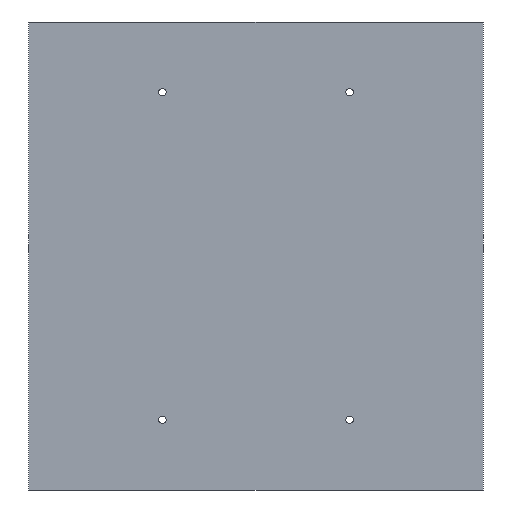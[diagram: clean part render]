
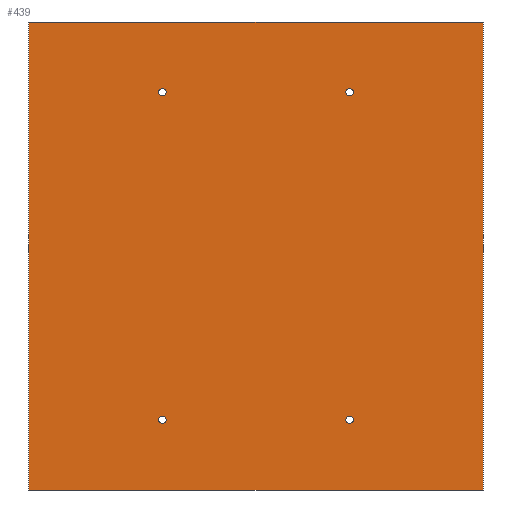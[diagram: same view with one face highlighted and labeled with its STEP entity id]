
A CAD part, front view. The second image highlights one B-rep face of the part: STEP entity #439.
In plain terms, the highlighted planar face has unit normal (0, -1, 0).
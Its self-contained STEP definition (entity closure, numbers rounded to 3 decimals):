
#163=AXIS2_PLACEMENT_3D('Circle Axis2P3D',#161,#162,$) ;
#198=AXIS2_PLACEMENT_3D('Circle Axis2P3D',#196,#197,$) ;
#220=AXIS2_PLACEMENT_3D('Circle Axis2P3D',#218,#219,$) ;
#255=AXIS2_PLACEMENT_3D('Circle Axis2P3D',#253,#254,$) ;
#277=AXIS2_PLACEMENT_3D('Circle Axis2P3D',#275,#276,$) ;
#312=AXIS2_PLACEMENT_3D('Circle Axis2P3D',#310,#311,$) ;
#334=AXIS2_PLACEMENT_3D('Circle Axis2P3D',#332,#333,$) ;
#369=AXIS2_PLACEMENT_3D('Circle Axis2P3D',#367,#368,$) ;
#415=AXIS2_PLACEMENT_3D('Plane Axis2P3D',#412,#413,#414) ;
#43=CARTESIAN_POINT('Vertex',(-135.,-3.,310.)) ;
#57=CARTESIAN_POINT('Vertex',(-135.,-3.,-40.)) ;
#60=CARTESIAN_POINT('Line Origine',(-135.,-3.,135.)) ;
#88=CARTESIAN_POINT('Vertex',(205.,-3.,-40.)) ;
#91=CARTESIAN_POINT('Line Origine',(35.,-3.,-40.)) ;
#119=CARTESIAN_POINT('Vertex',(205.,-3.,310.)) ;
#122=CARTESIAN_POINT('Line Origine',(205.,-3.,135.)) ;
#144=CARTESIAN_POINT('Line Origine',(35.,-3.,310.)) ;
#161=CARTESIAN_POINT('Axis2P3D Location',(-35.,-3.,257.5)) ;
#165=CARTESIAN_POINT('Vertex',(-37.75,-3.,257.5)) ;
#167=CARTESIAN_POINT('Vertex',(-32.25,-3.,257.5)) ;
#196=CARTESIAN_POINT('Axis2P3D Location',(-35.,-3.,257.5)) ;
#218=CARTESIAN_POINT('Axis2P3D Location',(105.,-3.,257.5)) ;
#222=CARTESIAN_POINT('Vertex',(102.25,-3.,257.5)) ;
#224=CARTESIAN_POINT('Vertex',(107.75,-3.,257.5)) ;
#253=CARTESIAN_POINT('Axis2P3D Location',(105.,-3.,257.5)) ;
#275=CARTESIAN_POINT('Axis2P3D Location',(-35.,-3.,12.5)) ;
#279=CARTESIAN_POINT('Vertex',(-37.75,-3.,12.5)) ;
#281=CARTESIAN_POINT('Vertex',(-32.25,-3.,12.5)) ;
#310=CARTESIAN_POINT('Axis2P3D Location',(-35.,-3.,12.5)) ;
#332=CARTESIAN_POINT('Axis2P3D Location',(105.,-3.,12.5)) ;
#336=CARTESIAN_POINT('Vertex',(102.25,-3.,12.5)) ;
#338=CARTESIAN_POINT('Vertex',(107.75,-3.,12.5)) ;
#367=CARTESIAN_POINT('Axis2P3D Location',(105.,-3.,12.5)) ;
#412=CARTESIAN_POINT('Axis2P3D Location',(70.,-3.,135.)) ;
#61=DIRECTION('Vector Direction',(0.,0.,-1.)) ;
#92=DIRECTION('Vector Direction',(-1.,0.,0.)) ;
#123=DIRECTION('Vector Direction',(0.,0.,1.)) ;
#145=DIRECTION('Vector Direction',(1.,0.,0.)) ;
#162=DIRECTION('Axis2P3D Direction',(0.,-1.,0.)) ;
#197=DIRECTION('Axis2P3D Direction',(0.,-1.,0.)) ;
#219=DIRECTION('Axis2P3D Direction',(0.,-1.,0.)) ;
#254=DIRECTION('Axis2P3D Direction',(0.,-1.,0.)) ;
#276=DIRECTION('Axis2P3D Direction',(0.,-1.,0.)) ;
#311=DIRECTION('Axis2P3D Direction',(0.,-1.,0.)) ;
#333=DIRECTION('Axis2P3D Direction',(0.,-1.,0.)) ;
#368=DIRECTION('Axis2P3D Direction',(0.,-1.,0.)) ;
#413=DIRECTION('Axis2P3D Direction',(0.,-1.,0.)) ;
#414=DIRECTION('Axis2P3D XDirection',(1.,0.,0.)) ;
#62=VECTOR('Line Direction',#61,1.) ;
#93=VECTOR('Line Direction',#92,1.) ;
#124=VECTOR('Line Direction',#123,1.) ;
#146=VECTOR('Line Direction',#145,1.) ;
#418=ORIENTED_EDGE('',*,*,#64,.T.) ;
#419=ORIENTED_EDGE('',*,*,#95,.T.) ;
#420=ORIENTED_EDGE('',*,*,#126,.T.) ;
#421=ORIENTED_EDGE('',*,*,#148,.T.) ;
#424=ORIENTED_EDGE('',*,*,#169,.F.) ;
#425=ORIENTED_EDGE('',*,*,#200,.F.) ;
#428=ORIENTED_EDGE('',*,*,#226,.F.) ;
#429=ORIENTED_EDGE('',*,*,#257,.F.) ;
#432=ORIENTED_EDGE('',*,*,#283,.F.) ;
#433=ORIENTED_EDGE('',*,*,#314,.F.) ;
#436=ORIENTED_EDGE('',*,*,#340,.F.) ;
#437=ORIENTED_EDGE('',*,*,#371,.F.) ;
#426=FACE_BOUND('',#423,.T.) ;
#430=FACE_BOUND('',#427,.T.) ;
#434=FACE_BOUND('',#431,.T.) ;
#438=FACE_BOUND('',#435,.T.) ;
#439=ADVANCED_FACE('E1.2_IV_F_WALL_FIXING_F_EF_FcCuAl_ES',(#422,#426,#430,#434,#438),#416,.T.) ;
#164=CIRCLE('generated circle',#163,2.75) ;
#199=CIRCLE('generated circle',#198,2.75) ;
#221=CIRCLE('generated circle',#220,2.75) ;
#256=CIRCLE('generated circle',#255,2.75) ;
#278=CIRCLE('generated circle',#277,2.75) ;
#313=CIRCLE('generated circle',#312,2.75) ;
#335=CIRCLE('generated circle',#334,2.75) ;
#370=CIRCLE('generated circle',#369,2.75) ;
#64=EDGE_CURVE('',#44,#58,#63,.T.) ;
#95=EDGE_CURVE('',#58,#89,#94,.F.) ;
#126=EDGE_CURVE('',#89,#120,#125,.T.) ;
#148=EDGE_CURVE('',#120,#44,#147,.F.) ;
#169=EDGE_CURVE('',#166,#168,#164,.T.) ;
#200=EDGE_CURVE('',#168,#166,#199,.T.) ;
#226=EDGE_CURVE('',#223,#225,#221,.T.) ;
#257=EDGE_CURVE('',#225,#223,#256,.T.) ;
#283=EDGE_CURVE('',#280,#282,#278,.T.) ;
#314=EDGE_CURVE('',#282,#280,#313,.T.) ;
#340=EDGE_CURVE('',#337,#339,#335,.T.) ;
#371=EDGE_CURVE('',#339,#337,#370,.T.) ;
#417=EDGE_LOOP('',(#418,#419,#420,#421)) ;
#423=EDGE_LOOP('',(#424,#425)) ;
#427=EDGE_LOOP('',(#428,#429)) ;
#431=EDGE_LOOP('',(#432,#433)) ;
#435=EDGE_LOOP('',(#436,#437)) ;
#422=FACE_OUTER_BOUND('',#417,.T.) ;
#63=LINE('Line',#60,#62) ;
#94=LINE('Line',#91,#93) ;
#125=LINE('Line',#122,#124) ;
#147=LINE('Line',#144,#146) ;
#416=PLANE('',#415) ;
#44=VERTEX_POINT('',#43) ;
#58=VERTEX_POINT('',#57) ;
#89=VERTEX_POINT('',#88) ;
#120=VERTEX_POINT('',#119) ;
#166=VERTEX_POINT('',#165) ;
#168=VERTEX_POINT('',#167) ;
#223=VERTEX_POINT('',#222) ;
#225=VERTEX_POINT('',#224) ;
#280=VERTEX_POINT('',#279) ;
#282=VERTEX_POINT('',#281) ;
#337=VERTEX_POINT('',#336) ;
#339=VERTEX_POINT('',#338) ;
